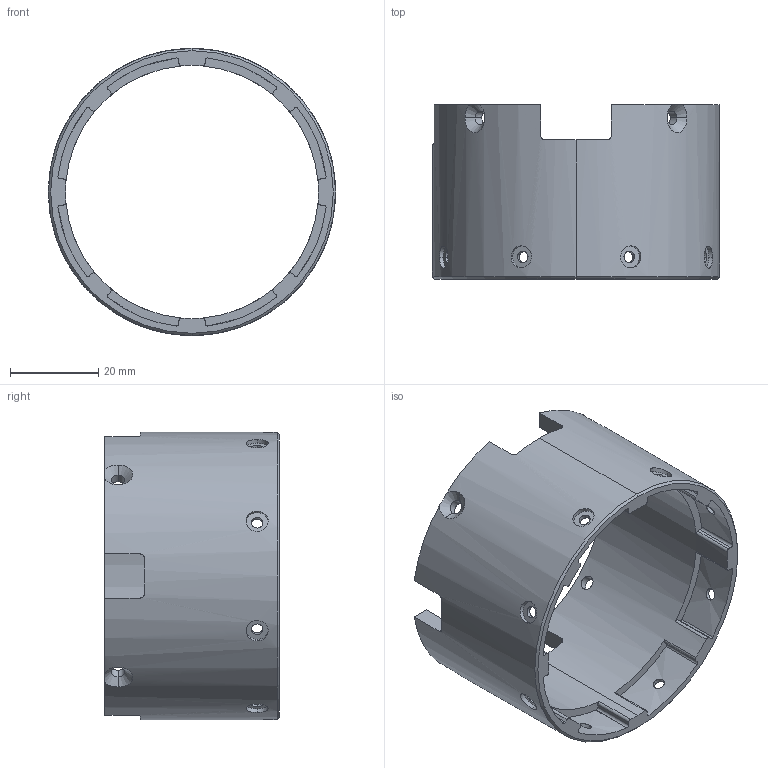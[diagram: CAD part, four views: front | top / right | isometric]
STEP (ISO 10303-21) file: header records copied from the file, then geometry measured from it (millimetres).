
FILE_DESCRIPTION (( 'STEP AP214' ), '1' );
FILE_NAME ('萇儂俋褲.STEP', '2026-01-12T07:00:35', ( '' ), ( '' ), 'SwSTEP 2.0', 'SolidWorks 2025', '' );
FILE_SCHEMA (( 'AUTOMOTIVE_DESIGN' ));
Length unit declared in the file: millimetre
Products named in the file (1): 电机外壳
Bounding box: 65 x 39.5 x 65 mm (x, y, z)
Volume: 24848.7 mm3; surface area: 16570.9 mm2
Topology: 1 solids, 1 shells, 153 faces, 434 edges, 286 vertices
Faces by surface type: cylinder 98, plane 45, cone 10
Entity records: 6365 total; most frequent: CARTESIAN_POINT 2274, ORIENTED_EDGE 868, DIRECTION 852, EDGE_CURVE 434, AXIS2_PLACEMENT_3D 332, VERTEX_POINT 286, VECTOR 188, LINE 188
